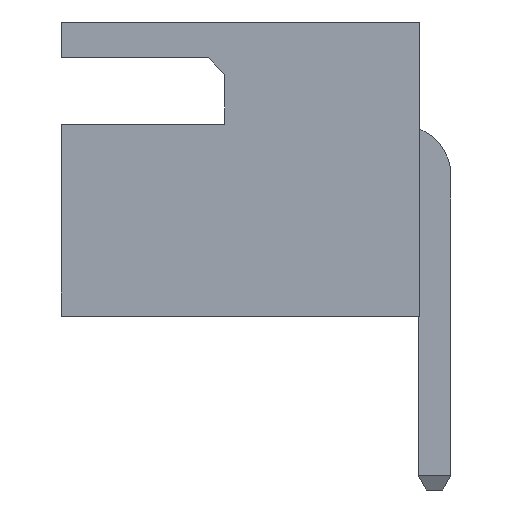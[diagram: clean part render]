
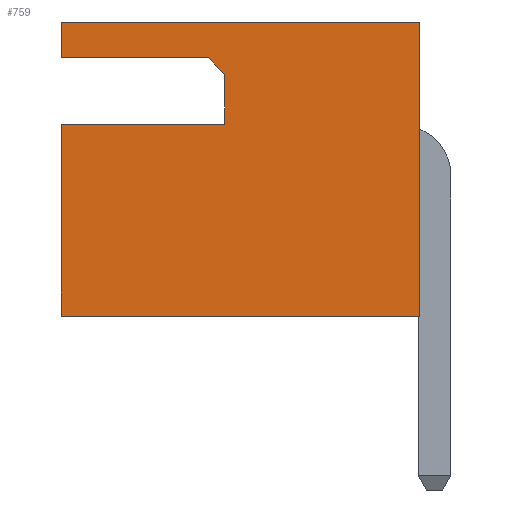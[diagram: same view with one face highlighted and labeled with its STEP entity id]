
A CAD part, left-side view. The second image highlights one B-rep face of the part: STEP entity #759.
In plain terms, the highlighted planar face has unit normal (-1, 0, 0).
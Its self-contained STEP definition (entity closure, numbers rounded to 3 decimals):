
#759=ADVANCED_FACE('',(#1596),#1598,.T.);
#1596=FACE_BOUND('',#1597,.T.);
#1597=EDGE_LOOP('',(#2288,#2289,#2290,#2291,#2292,#2293,#2294,#2295,#2296));
#1598=PLANE('',#1599);
#1599=AXIS2_PLACEMENT_3D('',#1600,#1601,#1602);
#1600=CARTESIAN_POINT('',(-20.05,0.3,0.));
#1601=DIRECTION('',(-1.,0.,0.));
#1602=DIRECTION('',(0.,0.,1.));
#2288=ORIENTED_EDGE('',*,*,#2734,.T.);
#2289=ORIENTED_EDGE('',*,*,#2735,.T.);
#2290=ORIENTED_EDGE('',*,*,#2736,.F.);
#2291=ORIENTED_EDGE('',*,*,#2674,.F.);
#2292=ORIENTED_EDGE('',*,*,#2691,.T.);
#2293=ORIENTED_EDGE('',*,*,#2727,.T.);
#2294=ORIENTED_EDGE('',*,*,#2737,.F.);
#2295=ORIENTED_EDGE('',*,*,#2738,.T.);
#2296=ORIENTED_EDGE('',*,*,#2739,.T.);
#2674=EDGE_CURVE('',#3044,#3046,#3047,.T.);
#2691=EDGE_CURVE('',#3044,#3070,#3072,.T.);
#2727=EDGE_CURVE('',#3070,#3126,#3128,.T.);
#2734=EDGE_CURVE('',#3135,#3136,#3137,.F.);
#2735=EDGE_CURVE('',#3136,#3138,#3139,.F.);
#2736=EDGE_CURVE('',#3046,#3138,#3140,.T.);
#2737=EDGE_CURVE('',#3141,#3126,#3142,.T.);
#2738=EDGE_CURVE('',#3141,#3143,#3144,.F.);
#2739=EDGE_CURVE('',#3143,#3135,#3145,.F.);
#3044=VERTEX_POINT('',#3713);
#3046=VERTEX_POINT('',#3717);
#3047=LINE('',#3718,#3719);
#3070=VERTEX_POINT('',#3773);
#3072=LINE('',#3777,#3778);
#3126=VERTEX_POINT('',#3901);
#3128=LINE('',#3905,#3906);
#3135=VERTEX_POINT('',#3926);
#3136=VERTEX_POINT('',#3927);
#3137=LINE('',#3928,#3929);
#3138=VERTEX_POINT('',#3931);
#3139=LINE('',#3932,#3933);
#3140=LINE('',#3935,#3936);
#3141=VERTEX_POINT('',#3938);
#3142=LINE('',#3939,#3940);
#3143=VERTEX_POINT('',#3942);
#3144=LINE('',#3943,#3944);
#3145=LINE('',#3946,#3947);
#3713=CARTESIAN_POINT('',(-20.05,0.3,0.));
#3717=CARTESIAN_POINT('',(-20.05,7.3,0.));
#3718=CARTESIAN_POINT('',(-20.05,0.3,0.));
#3719=VECTOR('',#3720,1.);
#3720=DIRECTION('',(0.,1.,0.));
#3773=CARTESIAN_POINT('',(-20.05,0.3,5.75));
#3777=CARTESIAN_POINT('',(-20.05,0.3,0.));
#3778=VECTOR('',#3779,1.);
#3779=DIRECTION('',(0.,0.,1.));
#3901=CARTESIAN_POINT('',(-20.05,7.3,5.75));
#3905=CARTESIAN_POINT('',(-20.05,0.3,5.75));
#3906=VECTOR('',#3907,1.);
#3907=DIRECTION('',(0.,1.,0.));
#3926=CARTESIAN_POINT('',(-20.05,4.1,4.725));
#3927=CARTESIAN_POINT('',(-20.05,4.1,3.75));
#3928=CARTESIAN_POINT('',(-20.05,4.1,3.75));
#3929=VECTOR('',#3930,1.);
#3930=DIRECTION('',(0.,0.,1.));
#3931=CARTESIAN_POINT('',(-20.05,7.3,3.75));
#3932=CARTESIAN_POINT('',(-20.05,7.3,3.75));
#3933=VECTOR('',#3934,1.);
#3934=DIRECTION('',(0.,-1.,0.));
#3935=CARTESIAN_POINT('',(-20.05,7.3,0.));
#3936=VECTOR('',#3937,1.);
#3937=DIRECTION('',(0.,0.,1.));
#3938=CARTESIAN_POINT('',(-20.05,7.3,5.05));
#3939=CARTESIAN_POINT('',(-20.05,7.3,5.05));
#3940=VECTOR('',#3941,1.);
#3941=DIRECTION('',(0.,0.,1.));
#3942=CARTESIAN_POINT('',(-20.05,4.425,5.05));
#3943=CARTESIAN_POINT('',(-20.05,4.425,5.05));
#3944=VECTOR('',#3945,1.);
#3945=DIRECTION('',(0.,1.,0.));
#3946=CARTESIAN_POINT('',(-20.05,4.1,4.725));
#3947=VECTOR('',#3948,1.);
#3948=DIRECTION('',(0.,0.707,0.707));
